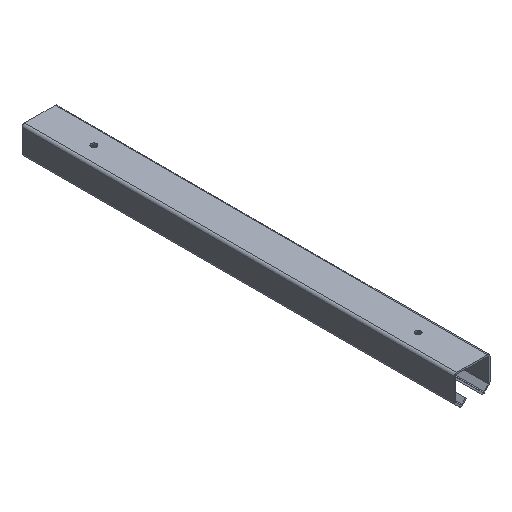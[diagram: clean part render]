
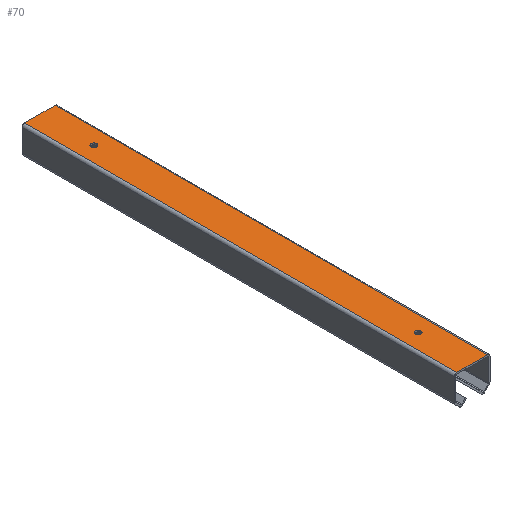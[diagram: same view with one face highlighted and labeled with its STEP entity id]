
A CAD part, isometric view. The second image highlights one B-rep face of the part: STEP entity #70.
In plain terms, the highlighted planar face has unit normal (0, 0, 1).
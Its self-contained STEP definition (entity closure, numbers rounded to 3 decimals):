
#70 = ADVANCED_FACE( '', ( #160, #161, #162 ), #163, .T. );
#160 = FACE_BOUND( '', #269, .T. );
#161 = FACE_BOUND( '', #270, .T. );
#162 = FACE_OUTER_BOUND( '', #271, .T. );
#163 = PLANE( '', #272 );
#269 = EDGE_LOOP( '', ( #431 ) );
#270 = EDGE_LOOP( '', ( #432 ) );
#271 = EDGE_LOOP( '', ( #433, #434, #435, #436 ) );
#272 = AXIS2_PLACEMENT_3D( '', #437, #438, #439 );
#431 = ORIENTED_EDGE( '', *, *, #706, .T. );
#432 = ORIENTED_EDGE( '', *, *, #707, .T. );
#433 = ORIENTED_EDGE( '', *, *, #708, .F. );
#434 = ORIENTED_EDGE( '', *, *, #709, .F. );
#435 = ORIENTED_EDGE( '', *, *, #666, .T. );
#436 = ORIENTED_EDGE( '', *, *, #710, .T. );
#437 = CARTESIAN_POINT( '', ( 2.5, 100., 29.5 ) );
#438 = DIRECTION( '', ( 0., 0., 1. ) );
#439 = DIRECTION( '', ( 0., -1., 0. ) );
#666 = EDGE_CURVE( '', #800, #798, #801, .T. );
#706 = EDGE_CURVE( '', #866, #866, #867, .T. );
#707 = EDGE_CURVE( '', #868, #868, #869, .T. );
#708 = EDGE_CURVE( '', #870, #871, #872, .T. );
#709 = EDGE_CURVE( '', #800, #870, #873, .T. );
#710 = EDGE_CURVE( '', #798, #871, #874, .T. );
#798 = VERTEX_POINT( '', #985 );
#800 = VERTEX_POINT( '', #987 );
#801 = LINE( '', #988, #989 );
#866 = VERTEX_POINT( '', #1076 );
#867 = CIRCLE( '', #1077, 2.65 );
#868 = VERTEX_POINT( '', #1078 );
#869 = CIRCLE( '', #1079, 2.65 );
#870 = VERTEX_POINT( '', #1080 );
#871 = VERTEX_POINT( '', #1081 );
#872 = LINE( '', #1082, #1083 );
#873 = LINE( '', #1084, #1085 );
#874 = LINE( '', #1086, #1087 );
#985 = CARTESIAN_POINT( '', ( 2.5, 400., 29.5 ) );
#987 = CARTESIAN_POINT( '', ( 30.7, 400., 29.5 ) );
#988 = CARTESIAN_POINT( '', ( 2.5, 400., 29.5 ) );
#989 = VECTOR( '', #1217, 1000. );
#1076 = CARTESIAN_POINT( '', ( 19.25, 350., 29.5 ) );
#1077 = AXIS2_PLACEMENT_3D( '', #1270, #1271, #1272 );
#1078 = CARTESIAN_POINT( '', ( 19.25, 50., 29.5 ) );
#1079 = AXIS2_PLACEMENT_3D( '', #1273, #1274, #1275 );
#1080 = CARTESIAN_POINT( '', ( 30.7, 0., 29.5 ) );
#1081 = CARTESIAN_POINT( '', ( 2.5, 0., 29.5 ) );
#1082 = CARTESIAN_POINT( '', ( 2.5, 0., 29.5 ) );
#1083 = VECTOR( '', #1276, 1000. );
#1084 = CARTESIAN_POINT( '', ( 30.7, 100., 29.5 ) );
#1085 = VECTOR( '', #1277, 1000. );
#1086 = CARTESIAN_POINT( '', ( 2.5, 100., 29.5 ) );
#1087 = VECTOR( '', #1278, 1000. );
#1217 = DIRECTION( '', ( -1., 0., 0. ) );
#1270 = CARTESIAN_POINT( '', ( 16.6, 350., 29.5 ) );
#1271 = DIRECTION( '', ( 0., 0., -1. ) );
#1272 = DIRECTION( '', ( 1., 0., 0. ) );
#1273 = CARTESIAN_POINT( '', ( 16.6, 50., 29.5 ) );
#1274 = DIRECTION( '', ( 0., 0., -1. ) );
#1275 = DIRECTION( '', ( 1., 0., 0. ) );
#1276 = DIRECTION( '', ( -1., 0., 0. ) );
#1277 = DIRECTION( '', ( 0., -1., 0. ) );
#1278 = DIRECTION( '', ( 0., -1., 0. ) );
